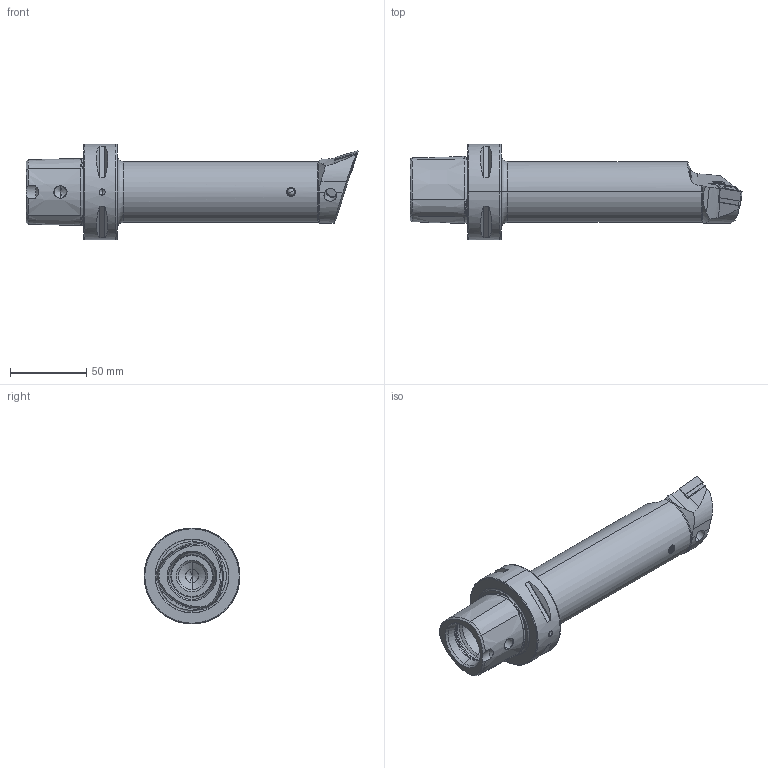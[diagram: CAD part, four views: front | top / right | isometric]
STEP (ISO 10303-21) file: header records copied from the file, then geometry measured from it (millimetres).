
FILE_DESCRIPTION (( 'STEP AP203' ), '1' );
FILE_NAME ('PS6-PDF.LQC.180.STEP', '2012-06-08T14:10:52', ( 'baer' ), ( 'Hewlett-Packard Company' ), 'SwSTEP 2.0', 'SolidWorks 2012', '' );
FILE_SCHEMA (( 'CONFIG_CONTROL_DESIGN' ));
Length unit declared in the file: millimetre
Products named in the file (8): PS6-PDF.LQC.180; WCD-ER1.101.000; WCD-ER4.101.017_A; WDF-ER2.101.003_A; DNMG150604; WDF-ER3.101.000_A; KVT_MB_600_060; PS6-PDF.LQC.180_A
Assembly tree (7 placements, depth 2):
  PS6-PDF.LQC.180
    PS6-PDF.LQC.180_A
    KVT_MB_600_060
    WDF-ER3.101.000_A
    DNMG150604
    WDF-ER2.101.003_A
    WCD-ER4.101.017_A
    WCD-ER1.101.000
Bounding box: 218 x 63 x 63 mm (x, y, z)
Volume: 267957 mm3; surface area: 46060.8 mm2
Topology: 8 solids, 8 shells, 350 faces, 849 edges, 505 vertices
Faces by surface type: cone 114, plane 92, cylinder 86, torus 44, bspline 12, sphere 2
Entity records: 12051 total; most frequent: CARTESIAN_POINT 3337, DIRECTION 1657, ORIENTED_EDGE 1656, EDGE_CURVE 828, AXIS2_PLACEMENT_3D 656, VERTEX_POINT 502, EDGE_LOOP 372, FACE_OUTER_BOUND 350
